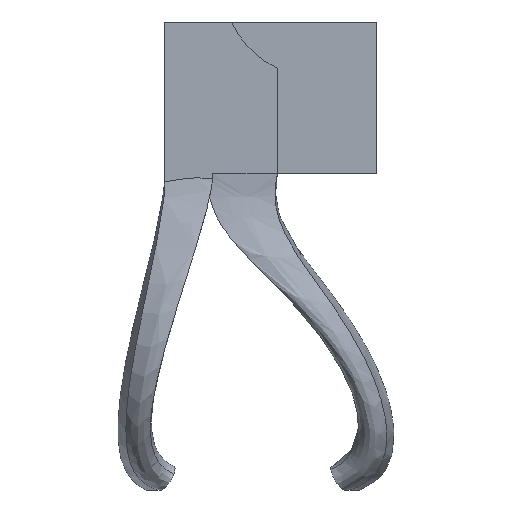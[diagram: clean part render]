
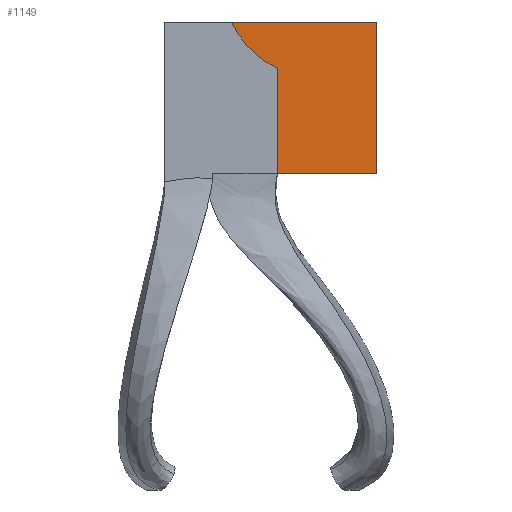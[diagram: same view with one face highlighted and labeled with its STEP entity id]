
A CAD part, front view. The second image highlights one B-rep face of the part: STEP entity #1149.
In plain terms, the highlighted planar face has unit normal (0, -1, 0).
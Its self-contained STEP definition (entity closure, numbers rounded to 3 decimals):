
#214=FACE_OUTER_BOUND('',#285,.T.);
#285=EDGE_LOOP('',(#948,#949,#950,#951,#952,#953,#954,#955));
#334=LINE('',#1893,#405);
#342=LINE('',#2870,#413);
#348=LINE('',#2913,#419);
#349=LINE('',#3091,#420);
#353=LINE('',#3104,#424);
#366=LINE('',#3142,#437);
#367=LINE('',#3145,#438);
#368=LINE('',#3146,#439);
#405=VECTOR('',#1264,10.);
#413=VECTOR('',#1280,10.);
#419=VECTOR('',#1288,10.);
#420=VECTOR('',#1291,10.);
#424=VECTOR('',#1303,10.);
#437=VECTOR('',#1344,10.);
#438=VECTOR('',#1349,10.);
#439=VECTOR('',#1350,10.);
#483=VERTEX_POINT('',#1886);
#485=VERTEX_POINT('',#1892);
#515=VERTEX_POINT('',#2867);
#516=VERTEX_POINT('',#2869);
#524=VERTEX_POINT('',#2911);
#531=VERTEX_POINT('',#3090);
#535=VERTEX_POINT('',#3102);
#536=VERTEX_POINT('',#3103);
#601=EDGE_CURVE('',#485,#483,#334,.T.);
#646=EDGE_CURVE('',#515,#516,#342,.T.);
#657=EDGE_CURVE('',#524,#483,#348,.T.);
#668=EDGE_CURVE('',#485,#531,#349,.T.);
#674=EDGE_CURVE('',#535,#536,#353,.T.);
#695=EDGE_CURVE('',#536,#524,#366,.T.);
#696=EDGE_CURVE('',#535,#516,#367,.T.);
#697=EDGE_CURVE('',#531,#515,#368,.T.);
#948=ORIENTED_EDGE('',*,*,#674,.F.);
#949=ORIENTED_EDGE('',*,*,#696,.T.);
#950=ORIENTED_EDGE('',*,*,#646,.F.);
#951=ORIENTED_EDGE('',*,*,#697,.F.);
#952=ORIENTED_EDGE('',*,*,#668,.F.);
#953=ORIENTED_EDGE('',*,*,#601,.T.);
#954=ORIENTED_EDGE('',*,*,#657,.F.);
#955=ORIENTED_EDGE('',*,*,#695,.F.);
#1106=PLANE('',#1214);
#1149=ADVANCED_FACE('',(#214),#1106,.T.);
#1214=AXIS2_PLACEMENT_3D('',#3144,#1347,#1348);
#1264=DIRECTION('',(0.,0.,-1.));
#1280=DIRECTION('',(-1.,0.,0.));
#1288=DIRECTION('',(-1.,0.,0.));
#1291=DIRECTION('',(-1.,0.,0.));
#1303=DIRECTION('',(1.,0.,0.));
#1344=DIRECTION('',(0.,0.,-1.));
#1347=DIRECTION('center_axis',(0.,-1.,0.));
#1348=DIRECTION('ref_axis',(-1.,0.,0.));
#1349=DIRECTION('',(0.,0.,-1.));
#1350=DIRECTION('',(0.,0.,-1.));
#1886=CARTESIAN_POINT('',(26.27,-45.15,16.));
#1892=CARTESIAN_POINT('',(26.27,-45.15,27.944));
#1893=CARTESIAN_POINT('',(26.27,-45.15,43.971));
#2867=CARTESIAN_POINT('',(25.47,-45.15,16.));
#2869=CARTESIAN_POINT('',(6.2,-45.15,16.));
#2870=CARTESIAN_POINT('',(25.235,-45.15,16.));
#2911=CARTESIAN_POINT('',(44.6,-45.15,16.));
#2913=CARTESIAN_POINT('',(34.8,-45.15,16.));
#3090=CARTESIAN_POINT('',(25.47,-45.15,27.944));
#3091=CARTESIAN_POINT('',(26.07,-45.15,27.944));
#3102=CARTESIAN_POINT('',(6.2,-45.15,43.971));
#3103=CARTESIAN_POINT('',(44.6,-45.15,43.971));
#3104=CARTESIAN_POINT('',(25.47,-45.15,43.971));
#3142=CARTESIAN_POINT('',(44.6,-45.15,43.971));
#3144=CARTESIAN_POINT('Origin',(25.47,-45.15,43.971));
#3145=CARTESIAN_POINT('',(6.2,-45.15,43.971));
#3146=CARTESIAN_POINT('',(25.47,-45.15,43.971));
